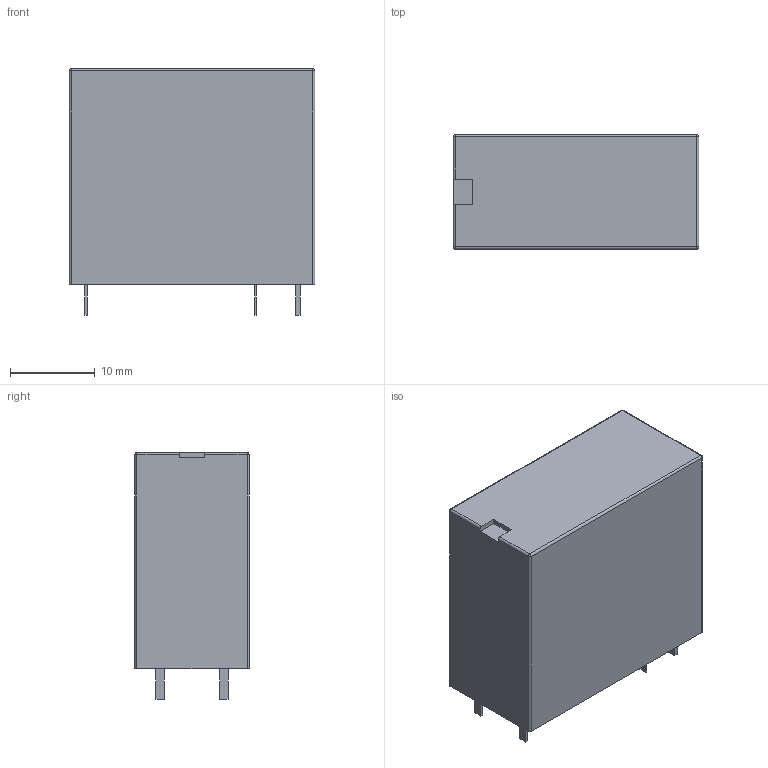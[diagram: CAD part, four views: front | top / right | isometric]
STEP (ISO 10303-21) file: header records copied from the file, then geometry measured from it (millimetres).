
FILE_DESCRIPTION((''),'2;1');
FILE_NAME('REL_OMRON_G2RG-2A4.stp','2010-06-16T10:11:28',(''),(''),'Mechanical Desktop 2010','Mechanical Desktop 2010',', , ');
FILE_SCHEMA(('AUTOMOTIVE_DESIGN { 1 2 10303 214 1 1 1 1 }'));
Length unit declared in the file: millimetre
Products named in the file (1): Product
Bounding box: 29 x 13.5 x 29.1 mm (x, y, z)
Volume: 9983.6 mm3; surface area: 2994 mm2
Topology: 7 solids, 7 shells, 59 faces, 127 edges, 78 vertices
Faces by surface type: plane 46, cylinder 9, sphere 4
Entity records: 1585 total; most frequent: CARTESIAN_POINT 261, DIRECTION 261, ORIENTED_EDGE 246, EDGE_CURVE 123, VECTOR 105, LINE 105, AXIS2_PLACEMENT_3D 78, VERTEX_POINT 78
